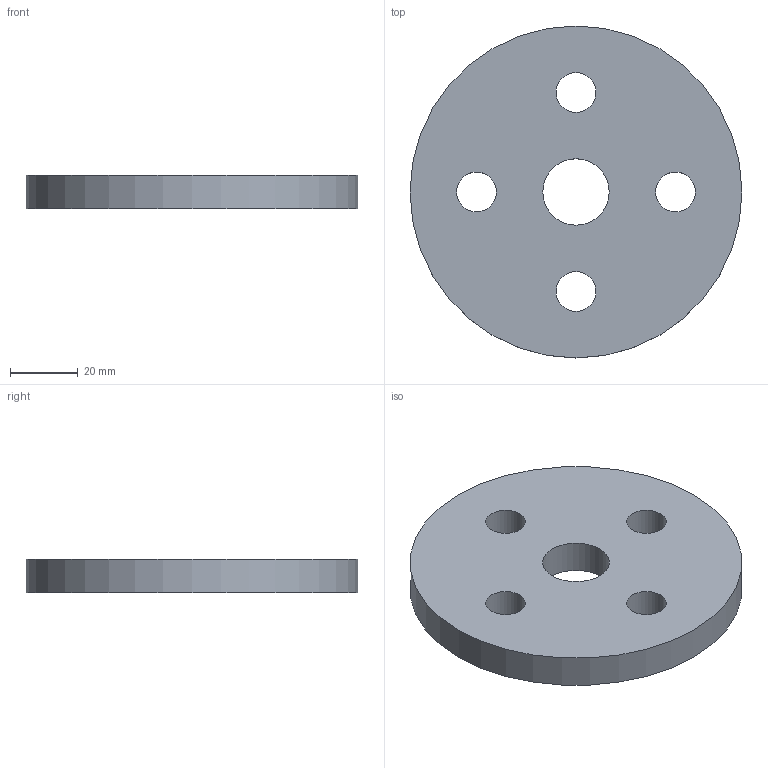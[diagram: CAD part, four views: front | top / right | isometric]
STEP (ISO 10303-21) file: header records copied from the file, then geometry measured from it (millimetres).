
FILE_DESCRIPTION(('Open CASCADE Model'),'2;1');
FILE_NAME('Open CASCADE Shape Model','2026-02-27T12:04:14',('Author'),( 'Open CASCADE'),'Open CASCADE STEP processor 7.9','Open CASCADE 7.9' ,'Unknown');
FILE_SCHEMA(('AUTOMOTIVE_DESIGN { 1 0 10303 214 1 1 1 1 }'));
Length unit declared in the file: millimetre
Products named in the file (1): Open CASCADE STEP translator 7.9 37
Bounding box: 97.99 x 97.99 x 9.8 mm (x, y, z)
Volume: 66689.6 mm3; surface area: 18679.3 mm2
Topology: 1 solids, 1 shells, 8 faces, 18 edges, 12 vertices
Faces by surface type: cylinder 6, plane 2
Full cylindrical faces by diameter (mm): 11.759 x4, 19.598 x1, 97.992 x1
Entity records: 498 total; most frequent: DIRECTION 84, CARTESIAN_POINT 75, ORIENTED_EDGE 36, PCURVE 36, DEFINITIONAL_REPRESENTATION 36, LINE 30, VECTOR 30, CIRCLE 24
